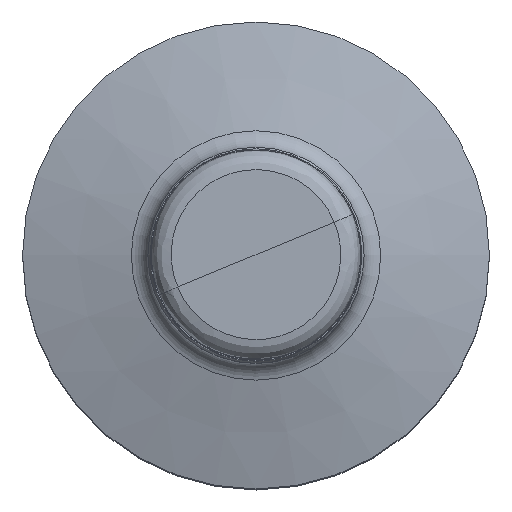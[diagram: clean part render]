
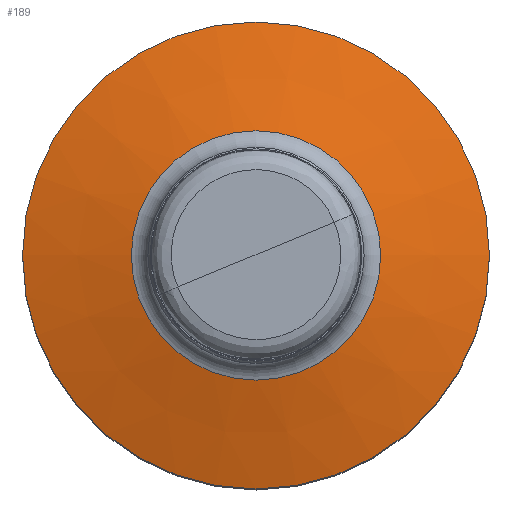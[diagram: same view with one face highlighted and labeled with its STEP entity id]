
A CAD part, top view. The second image highlights one B-rep face of the part: STEP entity #189.
In plain terms, the highlighted conical face has half-angle 75.069 degrees and reference radius 4.85 mm.
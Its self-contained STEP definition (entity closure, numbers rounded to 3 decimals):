
#189=ADVANCED_FACE('',(#249,#250),#234,.T.);
#234=CONICAL_SURFACE('',#721,4.85,75.069);
#249=FACE_BOUND('',#297,.T.);
#250=FACE_BOUND('',#298,.T.);
#297=EDGE_LOOP('',(#368));
#298=EDGE_LOOP('',(#369));
#368=ORIENTED_EDGE('',*,*,#599,.T.);
#369=ORIENTED_EDGE('',*,*,#600,.F.);
#535=VERTEX_POINT('',#1009);
#536=VERTEX_POINT('',#1011);
#599=EDGE_CURVE('',#535,#535,#683,.T.);
#600=EDGE_CURVE('',#536,#536,#684,.T.);
#683=CIRCLE('',#719,5.592);
#684=CIRCLE('',#720,10.475);
#719=AXIS2_PLACEMENT_3D('',#1008,#814,#815);
#720=AXIS2_PLACEMENT_3D('',#1010,#816,#817);
#721=AXIS2_PLACEMENT_3D('',#1012,#818,#819);
#814=DIRECTION('',(0.,0.,-1.));
#815=DIRECTION('',(-1.,0.,0.));
#816=DIRECTION('',(0.,0.,-1.));
#817=DIRECTION('',(-1.,0.,0.));
#818=DIRECTION('',(0.,0.,-1.));
#819=DIRECTION('',(-1.,0.,0.));
#1008=CARTESIAN_POINT('',(2.129,1.635,29.276));
#1009=CARTESIAN_POINT('',(-3.463,1.635,29.276));
#1010=CARTESIAN_POINT('',(2.129,1.635,27.974));
#1011=CARTESIAN_POINT('',(-8.346,1.635,27.974));
#1012=CARTESIAN_POINT('',(2.129,1.635,29.474));
